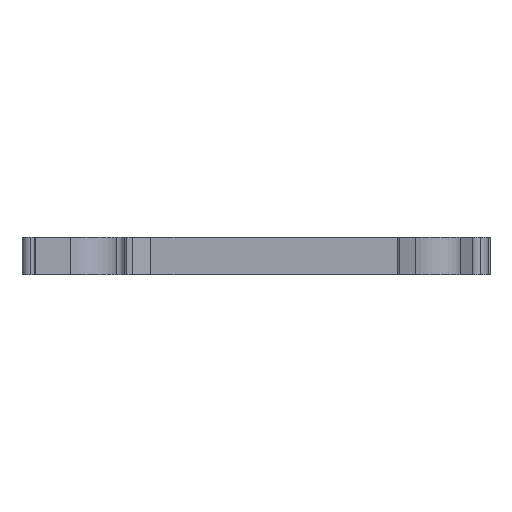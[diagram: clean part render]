
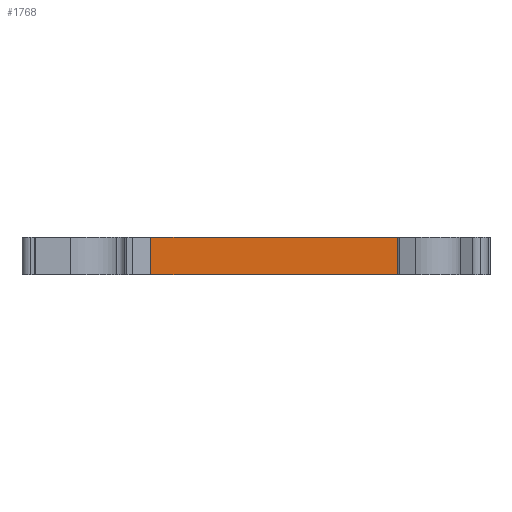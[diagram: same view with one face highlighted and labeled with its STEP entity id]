
A CAD part, front view. The second image highlights one B-rep face of the part: STEP entity #1768.
In plain terms, the highlighted planar face has unit normal (0, -1, 0).
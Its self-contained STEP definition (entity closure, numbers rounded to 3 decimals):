
#31 = ORIENTED_EDGE ( 'NONE', *, *, #5289, .F. ) ;
#402 = ORIENTED_EDGE ( 'NONE', *, *, #6569, .T. ) ;
#454 = VERTEX_POINT ( 'NONE', #831 ) ;
#831 = CARTESIAN_POINT ( 'NONE',  ( -14.163, 0., 0. ) ) ;
#863 = LINE ( 'NONE', #6414, #4003 ) ;
#900 = ORIENTED_EDGE ( 'NONE', *, *, #3866, .T. ) ;
#1080 = ORIENTED_EDGE ( 'NONE', *, *, #2020, .F. ) ;
#1381 = CARTESIAN_POINT ( 'NONE',  ( -14.163, 0., 0. ) ) ;
#1605 = VERTEX_POINT ( 'NONE', #3877 ) ;
#1768 = ADVANCED_FACE ( 'NONE', ( #7868 ), #5939, .F. ) ;
#2020 = EDGE_CURVE ( 'NONE', #1605, #6955, #863, .T. ) ;
#2448 = EDGE_LOOP ( 'NONE', ( #1080, #900, #402, #31 ) ) ;
#2652 = DIRECTION ( 'NONE',  ( 1., 0., 0. ) ) ;
#3378 = LINE ( 'NONE', #7448, #5306 ) ;
#3866 = EDGE_CURVE ( 'NONE', #1605, #454, #3378, .T. ) ;
#3877 = CARTESIAN_POINT ( 'NONE',  ( -14.163, 0., 4.15 ) ) ;
#4003 = VECTOR ( 'NONE', #5879, 1000. ) ;
#4012 = VECTOR ( 'NONE', #2652, 1000. ) ;
#4233 = LINE ( 'NONE', #7612, #7410 ) ;
#4996 = CARTESIAN_POINT ( 'NONE',  ( 14.163, 0., 4.15 ) ) ;
#5289 = EDGE_CURVE ( 'NONE', #6955, #7055, #4233, .T. ) ;
#5306 = VECTOR ( 'NONE', #7515, 1000. ) ;
#5718 = CARTESIAN_POINT ( 'NONE',  ( 14.163, 0., 0. ) ) ;
#5739 = CARTESIAN_POINT ( 'NONE',  ( -14.163, 0., 4.2 ) ) ;
#5747 = LINE ( 'NONE', #1381, #4012 ) ;
#5879 = DIRECTION ( 'NONE',  ( 1., 0., 0. ) ) ;
#5939 = PLANE ( 'NONE',  #6815 ) ;
#5998 = DIRECTION ( 'NONE',  ( 0., 1., 0. ) ) ;
#6025 = DIRECTION ( 'NONE',  ( -1., 0., 0. ) ) ;
#6350 = DIRECTION ( 'NONE',  ( 0., 0., -1. ) ) ;
#6414 = CARTESIAN_POINT ( 'NONE',  ( -14.163, 0., 4.15 ) ) ;
#6569 = EDGE_CURVE ( 'NONE', #454, #7055, #5747, .T. ) ;
#6815 = AXIS2_PLACEMENT_3D ( 'NONE', #5739, #5998, #6025 ) ;
#6955 = VERTEX_POINT ( 'NONE', #4996 ) ;
#7055 = VERTEX_POINT ( 'NONE', #5718 ) ;
#7410 = VECTOR ( 'NONE', #6350, 1000. ) ;
#7448 = CARTESIAN_POINT ( 'NONE',  ( -14.163, 0., 4.2 ) ) ;
#7515 = DIRECTION ( 'NONE',  ( 0., 0., -1. ) ) ;
#7612 = CARTESIAN_POINT ( 'NONE',  ( 14.163, 0., 4.2 ) ) ;
#7868 = FACE_OUTER_BOUND ( 'NONE', #2448, .T. ) ;
